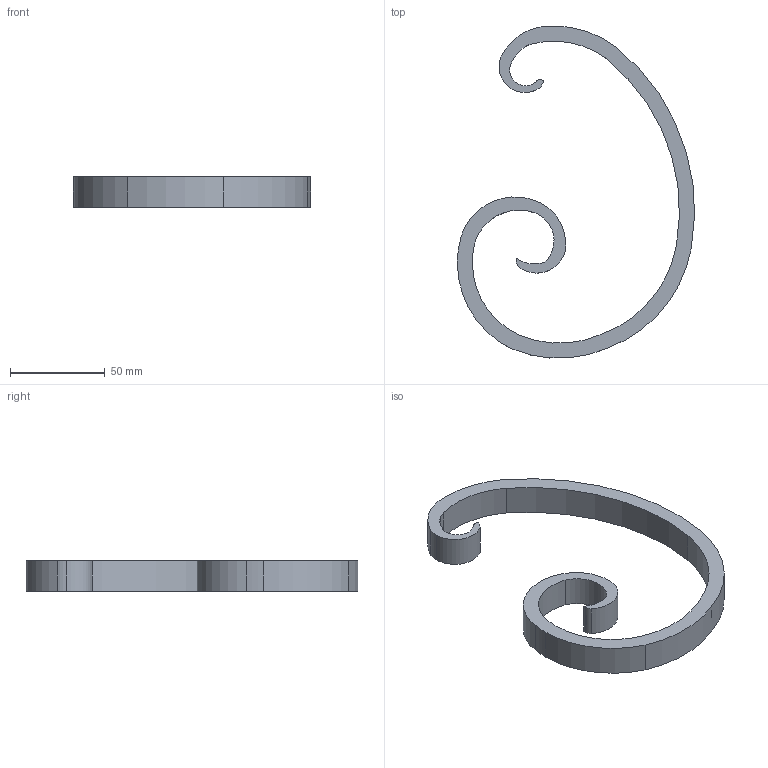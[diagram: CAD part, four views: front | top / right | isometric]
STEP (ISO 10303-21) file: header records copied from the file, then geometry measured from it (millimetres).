
FILE_DESCRIPTION (( 'STEP AP203' ), '1' );
FILE_NAME ('3085.step', '2015-09-17T14:56:22', ( '' ), ( '' ), 'SwSTEP 2.0', 'SolidWorks 2015', '' );
FILE_SCHEMA (( 'CONFIG_CONTROL_DESIGN' ));
Length unit declared in the file: millimetre
Products named in the file (1): 3085
Bounding box: 124.97 x 174.89 x 16 mm (x, y, z)
Volume: 57810.7 mm3; surface area: 23041.9 mm2
Topology: 1 solids, 1 shells, 209 faces, 567 edges, 378 vertices
Faces by surface type: bspline 96, plane 77, cylinder 36
Entity records: 11124 total; most frequent: CARTESIAN_POINT 6350, ORIENTED_EDGE 1134, DIRECTION 692, EDGE_CURVE 567, VERTEX_POINT 378, LINE 280, VECTOR 280, EDGE_LOOP 227
